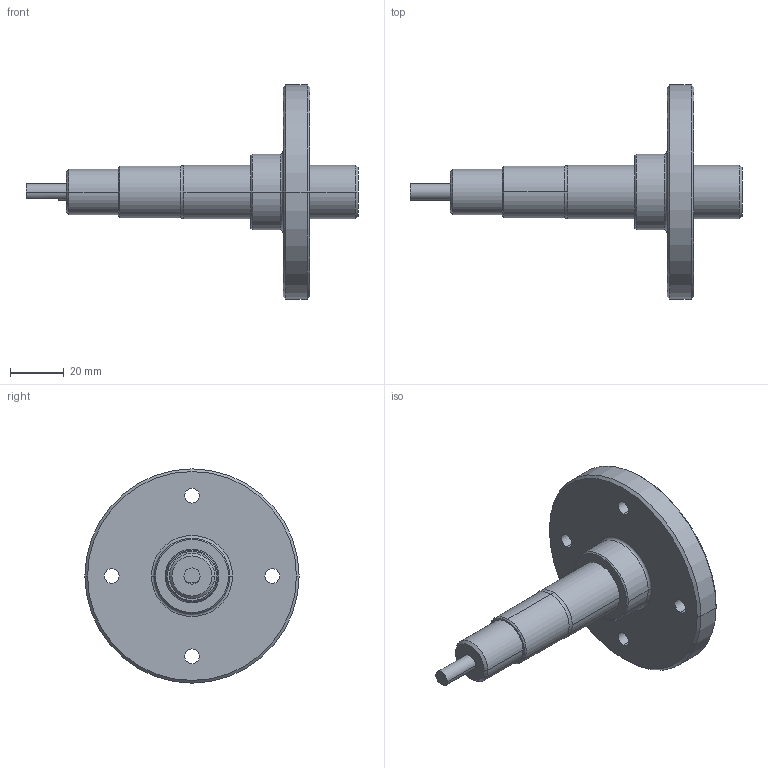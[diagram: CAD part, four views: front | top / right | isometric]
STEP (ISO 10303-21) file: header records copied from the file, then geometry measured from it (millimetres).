
FILE_DESCRIPTION (( 'STEP AP214' ), '1' );
FILE_NAME ('Arbre support.STEP', '2021-06-18T09:08:21', ( '' ), ( '' ), 'SwSTEP 2.0', 'SolidWorks 2020', '' );
FILE_SCHEMA (( 'AUTOMOTIVE_DESIGN' ));
Length unit declared in the file: millimetre
Products named in the file (1): Arbre support
Bounding box: 124 x 80 x 80 mm (x, y, z)
Volume: 82134.2 mm3; surface area: 19184.8 mm2
Topology: 1 solids, 1 shells, 47 faces, 104 edges, 64 vertices
Faces by surface type: cylinder 22, cone 12, plane 9, torus 4
Entity records: 1454 total; most frequent: DIRECTION 266, CARTESIAN_POINT 216, ORIENTED_EDGE 208, AXIS2_PLACEMENT_3D 114, EDGE_CURVE 104, CIRCLE 66, VERTEX_POINT 64, EDGE_LOOP 60
